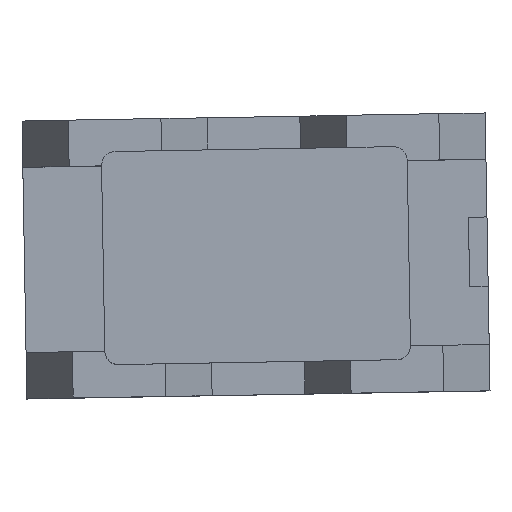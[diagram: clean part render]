
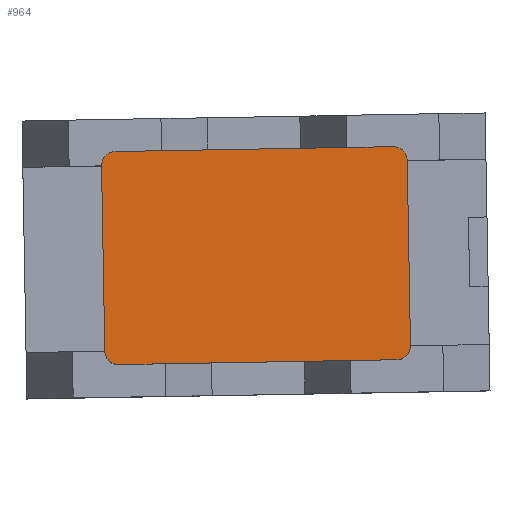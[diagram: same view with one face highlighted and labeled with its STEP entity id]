
A CAD part, top view. The second image highlights one B-rep face of the part: STEP entity #964.
In plain terms, the highlighted planar face has unit normal (0, 0, 1).
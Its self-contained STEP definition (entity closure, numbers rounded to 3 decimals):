
#51 = EDGE_LOOP ( 'NONE', ( #2050, #1146, #1978, #1007, #602, #384, #1890, #1612 ) ) ;
#72 = EDGE_CURVE ( 'NONE', #1526, #2405, #477, .T. ) ;
#183 = DIRECTION ( 'NONE',  ( 0.017, -1., 0. ) ) ;
#203 = DIRECTION ( 'NONE',  ( 0.017, -1., 0. ) ) ;
#239 = VERTEX_POINT ( 'NONE', #1485 ) ;
#242 = CARTESIAN_POINT ( 'NONE',  ( 151.722, -97.367, 265. ) ) ;
#245 = DIRECTION ( 'NONE',  ( 0.017, -1., 0. ) ) ;
#254 = DIRECTION ( 'NONE',  ( 0., 0., 1. ) ) ;
#255 = EDGE_CURVE ( 'NONE', #1072, #437, #373, .T. ) ;
#263 = CARTESIAN_POINT ( 'NONE',  ( -2.007, 114.982, 265. ) ) ;
#300 = CARTESIAN_POINT ( 'NONE',  ( 2.007, -114.982, 265. ) ) ;
#373 = LINE ( 'NONE', #592, #1936 ) ;
#384 = ORIENTED_EDGE ( 'NONE', *, *, #2080, .T. ) ;
#411 = VECTOR ( 'NONE', #1051, 1000. ) ;
#437 = VERTEX_POINT ( 'NONE', #1632 ) ;
#477 = CIRCLE ( 'NONE', #1840, 15. ) ;
#504 = CARTESIAN_POINT ( 'NONE',  ( -151.722, 97.367, 265. ) ) ;
#542 = EDGE_CURVE ( 'NONE', #1072, #239, #983, .T. ) ;
#592 = CARTESIAN_POINT ( 'NONE',  ( 164.975, 2.88, 265. ) ) ;
#602 = ORIENTED_EDGE ( 'NONE', *, *, #1508, .T. ) ;
#605 = EDGE_CURVE ( 'NONE', #1839, #437, #1666, .T. ) ;
#617 = CARTESIAN_POINT ( 'NONE',  ( -163.23, -102.864, 265. ) ) ;
#621 = DIRECTION ( 'NONE',  ( 0.017, -1., 0. ) ) ;
#644 = VECTOR ( 'NONE', #245, 1000. ) ;
#720 = CARTESIAN_POINT ( 'NONE',  ( -148.232, -102.603, 265. ) ) ;
#730 = AXIS2_PLACEMENT_3D ( 'NONE', #242, #254, #987 ) ;
#747 = CARTESIAN_POINT ( 'NONE',  ( 163.23, 102.864, 265. ) ) ;
#964 = ADVANCED_FACE ( 'NONE', ( #1377 ), #1221, .T. ) ;
#983 = CIRCLE ( 'NONE', #1924, 15. ) ;
#987 = DIRECTION ( 'NONE',  ( 0.017, -1., 0. ) ) ;
#1007 = ORIENTED_EDGE ( 'NONE', *, *, #72, .T. ) ;
#1051 = DIRECTION ( 'NONE',  ( 1., 0.017, 0. ) ) ;
#1072 = VERTEX_POINT ( 'NONE', #747 ) ;
#1146 = ORIENTED_EDGE ( 'NONE', *, *, #542, .T. ) ;
#1188 = DIRECTION ( 'NONE',  ( 0., 0., 1. ) ) ;
#1221 = PLANE ( 'NONE',  #2098 ) ;
#1262 = CARTESIAN_POINT ( 'NONE',  ( 148.232, 102.603, 265. ) ) ;
#1312 = CIRCLE ( 'NONE', #1663, 15. ) ;
#1324 = CARTESIAN_POINT ( 'NONE',  ( -147.97, -117.6, 265. ) ) ;
#1368 = CARTESIAN_POINT ( 'NONE',  ( -164.975, -2.88, 265. ) ) ;
#1375 = CARTESIAN_POINT ( 'NONE',  ( 151.984, -112.365, 265. ) ) ;
#1377 = FACE_OUTER_BOUND ( 'NONE', #51, .T. ) ;
#1485 = CARTESIAN_POINT ( 'NONE',  ( 147.97, 117.6, 265. ) ) ;
#1508 = EDGE_CURVE ( 'NONE', #2405, #1888, #1912, .T. ) ;
#1526 = VERTEX_POINT ( 'NONE', #1821 ) ;
#1612 = ORIENTED_EDGE ( 'NONE', *, *, #605, .T. ) ;
#1632 = CARTESIAN_POINT ( 'NONE',  ( 166.72, -97.105, 265. ) ) ;
#1650 = EDGE_CURVE ( 'NONE', #1886, #1839, #2154, .T. ) ;
#1663 = AXIS2_PLACEMENT_3D ( 'NONE', #720, #2219, #2230 ) ;
#1666 = CIRCLE ( 'NONE', #730, 15. ) ;
#1701 = LINE ( 'NONE', #263, #2410 ) ;
#1752 = CARTESIAN_POINT ( 'NONE',  ( 0., 0., 265. ) ) ;
#1821 = CARTESIAN_POINT ( 'NONE',  ( -151.984, 112.365, 265. ) ) ;
#1839 = VERTEX_POINT ( 'NONE', #1375 ) ;
#1840 = AXIS2_PLACEMENT_3D ( 'NONE', #504, #1939, #2372 ) ;
#1886 = VERTEX_POINT ( 'NONE', #1324 ) ;
#1888 = VERTEX_POINT ( 'NONE', #617 ) ;
#1890 = ORIENTED_EDGE ( 'NONE', *, *, #1650, .T. ) ;
#1912 = LINE ( 'NONE', #1368, #644 ) ;
#1924 = AXIS2_PLACEMENT_3D ( 'NONE', #1262, #2010, #203 ) ;
#1936 = VECTOR ( 'NONE', #183, 1000. ) ;
#1939 = DIRECTION ( 'NONE',  ( 0., 0., 1. ) ) ;
#1978 = ORIENTED_EDGE ( 'NONE', *, *, #2142, .F. ) ;
#2010 = DIRECTION ( 'NONE',  ( 0., 0., 1. ) ) ;
#2050 = ORIENTED_EDGE ( 'NONE', *, *, #255, .F. ) ;
#2080 = EDGE_CURVE ( 'NONE', #1888, #1886, #1312, .T. ) ;
#2098 = AXIS2_PLACEMENT_3D ( 'NONE', #1752, #1188, #621 ) ;
#2142 = EDGE_CURVE ( 'NONE', #1526, #239, #1701, .T. ) ;
#2154 = LINE ( 'NONE', #300, #411 ) ;
#2219 = DIRECTION ( 'NONE',  ( 0., 0., 1. ) ) ;
#2230 = DIRECTION ( 'NONE',  ( 0.017, -1., 0. ) ) ;
#2269 = DIRECTION ( 'NONE',  ( 1., 0.017, 0. ) ) ;
#2278 = CARTESIAN_POINT ( 'NONE',  ( -166.72, 97.105, 265. ) ) ;
#2372 = DIRECTION ( 'NONE',  ( 0.017, -1., 0. ) ) ;
#2405 = VERTEX_POINT ( 'NONE', #2278 ) ;
#2410 = VECTOR ( 'NONE', #2269, 1000. ) ;
